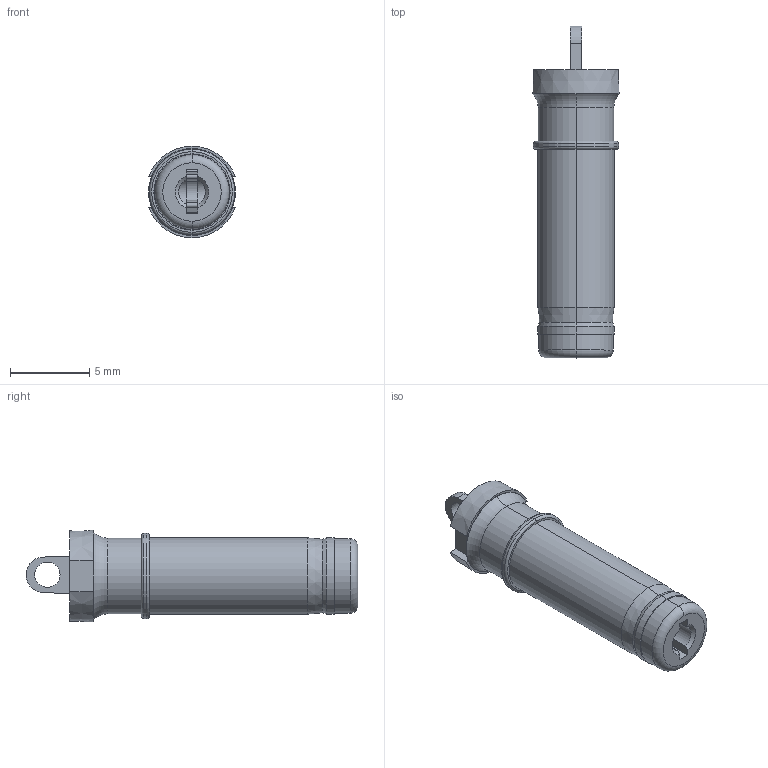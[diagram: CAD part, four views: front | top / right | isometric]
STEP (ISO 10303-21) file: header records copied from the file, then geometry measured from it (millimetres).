
FILE_DESCRIPTION (( 'STEP AP203' ), '1' );
FILE_NAME ('50-00316.step', '2016-09-15T22:38:41', ( '' ), ( '' ), 'SwSTEP 2.0', 'SolidWorks 2015', '' );
FILE_SCHEMA (( 'CONFIG_CONTROL_DESIGN' ));
Length unit declared in the file: millimetre
Products named in the file (4): 50-00316 spring contact; 50-00316 shell; 50-00316 insulator; 50-00316
Assembly tree (3 placements, depth 2):
  50-00316
    50-00316 insulator
    50-00316 shell
    50-00316 spring contact
Bounding box: 5.5 x 20.99 x 5.8 mm (x, y, z)
Volume: 313.2 mm3; surface area: 976 mm2
Topology: 3 solids, 3 shells, 149 faces, 398 edges, 258 vertices
Faces by surface type: cylinder 71, plane 57, torus 10, cone 9, bspline 2
Entity records: 5178 total; most frequent: CARTESIAN_POINT 899, DIRECTION 870, ORIENTED_EDGE 796, EDGE_CURVE 398, AXIS2_PLACEMENT_3D 329, VERTEX_POINT 258, LINE 212, VECTOR 212
